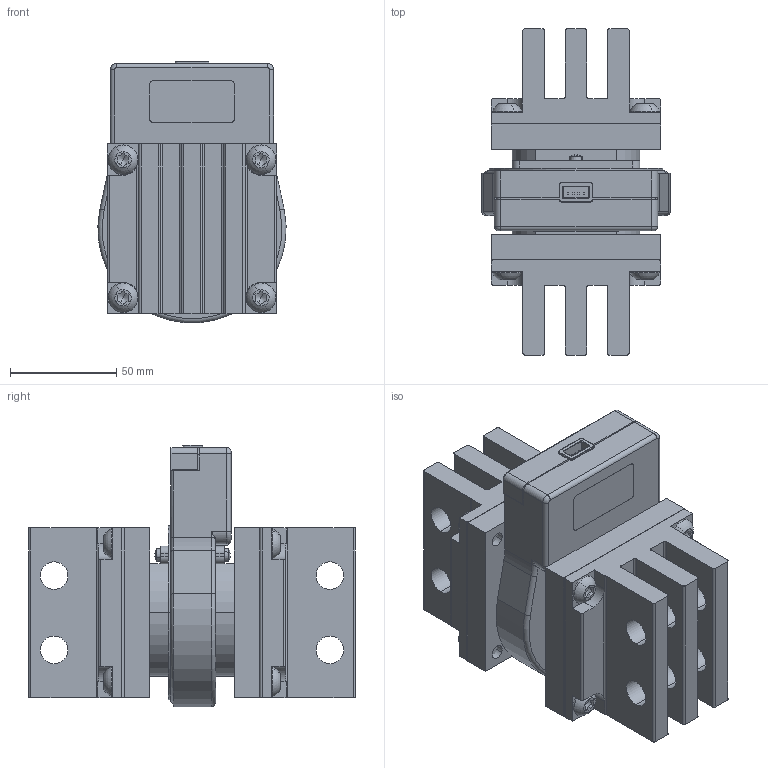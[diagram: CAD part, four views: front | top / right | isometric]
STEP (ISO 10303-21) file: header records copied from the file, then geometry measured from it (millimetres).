
FILE_DESCRIPTION(('CATIA V5 STEP Exchange'),'2;1');
FILE_NAME('1SDH001252R0304_1PA_001_00_CS_EXTERNAL_NEUTRAL_CONDUCTOR_E4.2_4000A.stp','2014-03-06T08:45:40+00:00',('none'),('none'),'CATIA Version 5 Release 20 SP 5 (IN-10)','CATIA V5 STEP AP214','none');
FILE_SCHEMA(('AUTOMOTIVE_DESIGN { 1 0 10303 214 1 1 1 1 }'));
Length unit declared in the file: millimetre
Products named in the file (1): 1SDH001252R0304_1PA_001_00_CS_EXTERNAL_NEUTRAL_CONDUCTOR_E4.2_4000A
Bounding box: 88.73 x 154 x 123.14 mm (x, y, z)
Volume: 709322.8 mm3; surface area: 192824.9 mm2
Topology: 26 solids, 26 shells, 699 faces, 1788 edges, 1136 vertices
Faces by surface type: plane 351, cylinder 251, torus 43, cone 22, sphere 22, bspline 10
Entity records: 20769 total; most frequent: CARTESIAN_POINT 4771, ORIENTED_EDGE 3528, DIRECTION 2638, EDGE_CURVE 1764, VERTEX_POINT 1136, AXIS2_PLACEMENT_3D 1120, VECTOR 979, LINE 979
